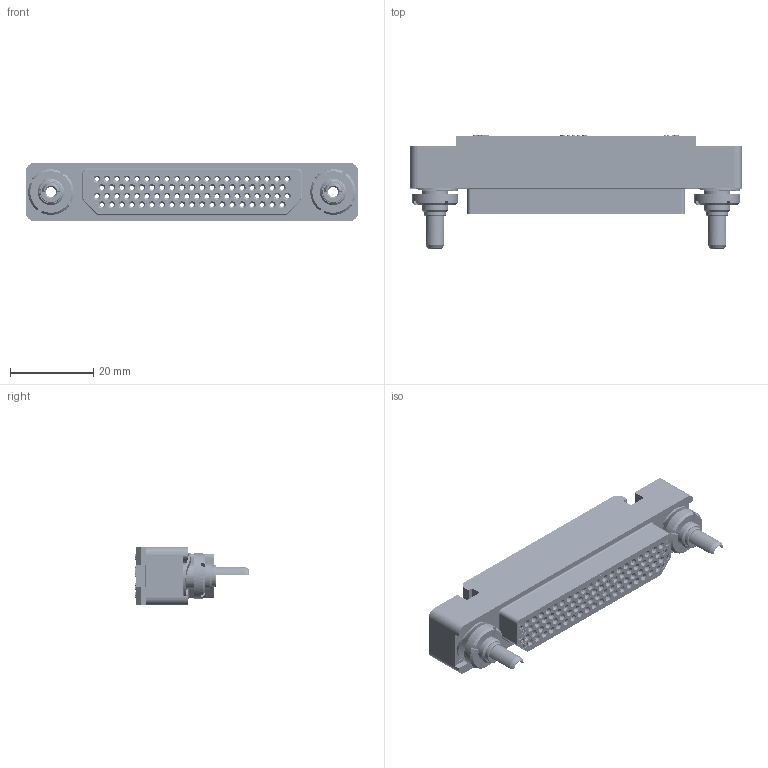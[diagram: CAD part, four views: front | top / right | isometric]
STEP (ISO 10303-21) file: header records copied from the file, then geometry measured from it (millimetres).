
FILE_DESCRIPTION((''),'2;1');
FILE_NAME('1900ND02S2B00A','2020-08-05T',('presta_be4'),(''),'CREO PARAMETRIC BY PTC INC, 2018360','CREO PARAMETRIC BY PTC INC, 2018360','');
FILE_SCHEMA(('CONFIG_CONTROL_DESIGN'));
Products named in the file (1): 1900ND02S2B00A
Bounding box: 80 x 27.29 x 14 mm (x, y, z)
Volume: 13180.8 mm3; surface area: 20855.4 mm2
Topology: 1 solids, 1 shells, 6647 faces, 18084 edges, 11770 vertices
Faces by surface type: plane 3034, cylinder 2044, cone 980, sphere 312, extrusion 249, torus 28
Entity records: 277389 total; most frequent: CARTESIAN_POINT 107528, ORIENTED_EDGE 36160, DIRECTION 34707, EDGE_CURVE 18080, AXIS2_PLACEMENT_3D 12480, VERTEX_POINT 11770, VECTOR 9747, LINE 9498
